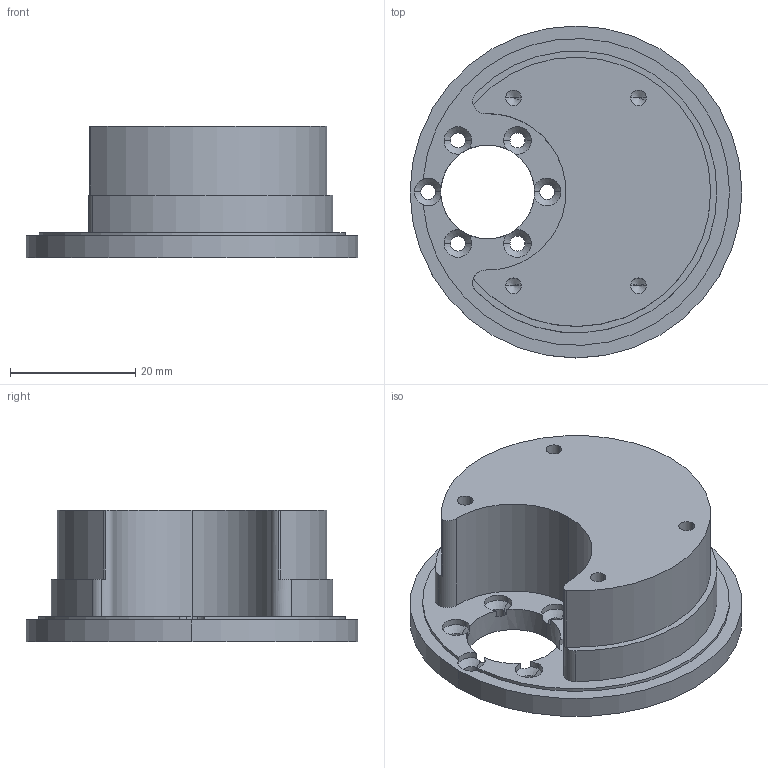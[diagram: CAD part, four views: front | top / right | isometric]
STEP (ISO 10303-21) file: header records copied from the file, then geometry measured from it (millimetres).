
FILE_DESCRIPTION (( 'STEP AP214' ), '1' );
FILE_NAME ('stator.STEP', '2022-11-13T15:02:54', ( '' ), ( '' ), 'SwSTEP 2.0', 'SolidWorks 2021', '' );
FILE_SCHEMA (( 'AUTOMOTIVE_DESIGN' ));
Length unit declared in the file: millimetre
Products named in the file (1): stator
Bounding box: 53 x 53 x 21 mm (x, y, z)
Volume: 26059.7 mm3; surface area: 7926.8 mm2
Topology: 1 solids, 1 shells, 77 faces, 209 edges, 125 vertices
Faces by surface type: cylinder 52, cone 20, plane 5
Entity records: 2582 total; most frequent: DIRECTION 462, CARTESIAN_POINT 460, ORIENTED_EDGE 402, EDGE_CURVE 201, AXIS2_PLACEMENT_3D 191, VERTEX_POINT 125, CIRCLE 113, EDGE_LOOP 90
